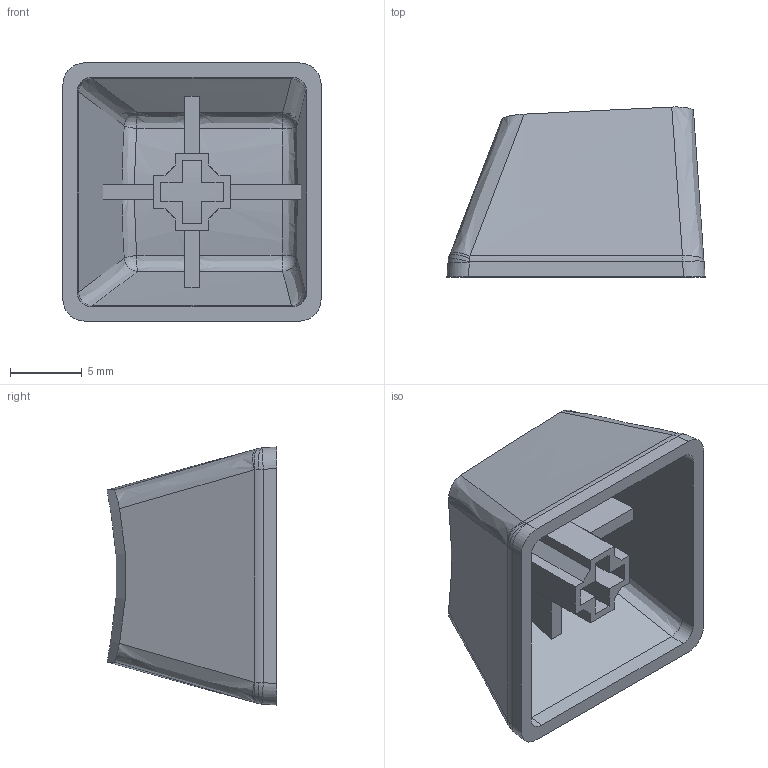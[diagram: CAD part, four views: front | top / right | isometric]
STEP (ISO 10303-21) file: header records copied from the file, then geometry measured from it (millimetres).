
FILE_DESCRIPTION(/* description */ (''),/* implementation_level */ '2;1');
FILE_NAME(/* name */ 'Black Widow Tournament - Large Key Cap v2.stp',/* time_stamp */ '2017-10-23T18:45:19-07:00',/* author */ ('Andrew'),/* organization */ (''),/* preprocessor_version */ 'ST-DEVELOPER v16.13',/* originating_system */ 'Autodesk Inventor 2018',/* authorisation */ '');
FILE_SCHEMA (('AUTOMOTIVE_DESIGN { 1 0 10303 214 3 1 1 }'));
Length unit declared in the file: millimetre
Products named in the file (1): Key Cap
Bounding box: 18 x 11.84 x 18 mm (x, y, z)
Volume: 949.3 mm3; surface area: 2028.7 mm2
Topology: 1 solids, 1 shells, 101 faces, 267 edges, 170 vertices
Faces by surface type: plane 52, bspline 30, cylinder 15, sphere 4
Entity records: 3790 total; most frequent: CARTESIAN_POINT 1335, ORIENTED_EDGE 534, DIRECTION 467, EDGE_CURVE 267, VERTEX_POINT 170, AXIS2_PLACEMENT_3D 168, LINE 131, VECTOR 131
